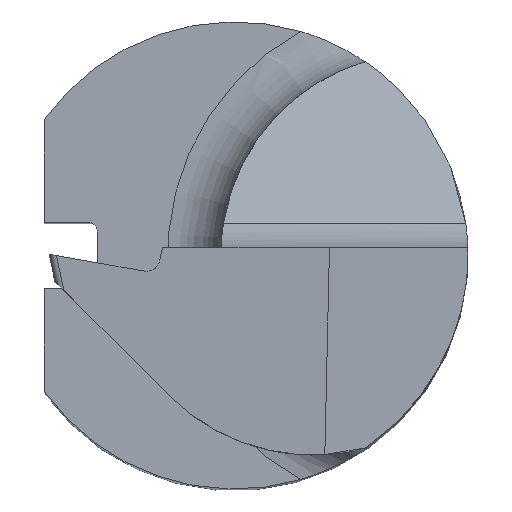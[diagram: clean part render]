
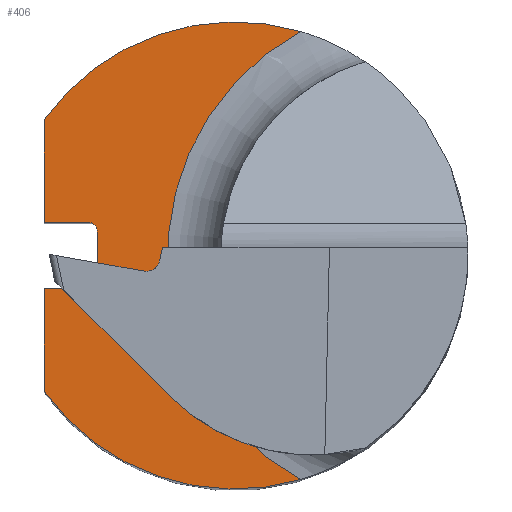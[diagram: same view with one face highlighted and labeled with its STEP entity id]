
A CAD part, top view. The second image highlights one B-rep face of the part: STEP entity #406.
In plain terms, the highlighted planar face has unit normal (0, 0, 1).
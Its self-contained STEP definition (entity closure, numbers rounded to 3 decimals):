
#4 = CARTESIAN_POINT ( 'NONE',  ( -2.052, 0.353, 15. ) ) ;
#10 = CARTESIAN_POINT ( 'NONE',  ( -2.161, 0.495, 15. ) ) ;
#18 = CARTESIAN_POINT ( 'NONE',  ( -64.45, -0.5, 15. ) ) ;
#52 = DIRECTION ( 'NONE',  ( 0., 0., -1. ) ) ;
#58 = AXIS2_PLACEMENT_3D ( 'NONE', #334, #152, #529 ) ;
#64 = CARTESIAN_POINT ( 'NONE',  ( -2.193, -0.5, 15. ) ) ;
#69 = CARTESIAN_POINT ( 'NONE',  ( -2.052, -0.367, 15. ) ) ;
#81 = EDGE_LOOP ( 'NONE', ( #199, #900, #437, #477, #1092, #480, #500, #806, #245, #907 ) ) ;
#91 = CARTESIAN_POINT ( 'NONE',  ( -2.052, 0.35, 15. ) ) ;
#98 = CARTESIAN_POINT ( 'NONE',  ( -2.052, 0.356, 15. ) ) ;
#106 = CARTESIAN_POINT ( 'NONE',  ( -2.13, 0.482, 15. ) ) ;
#130 = DIRECTION ( 'NONE',  ( -1., 0., 0. ) ) ;
#145 = CARTESIAN_POINT ( 'NONE',  ( -2.052, 0.35, 15. ) ) ;
#146 = LINE ( 'NONE', #1112, #545 ) ;
#148 = DIRECTION ( 'NONE',  ( -1., 0., 0. ) ) ;
#149 = CARTESIAN_POINT ( 'NONE',  ( -2.85, -0.5, 15. ) ) ;
#152 = DIRECTION ( 'NONE',  ( 0., 0., 1. ) ) ;
#160 = CARTESIAN_POINT ( 'NONE',  ( -2.069, -0.421, 15. ) ) ;
#174 = B_SPLINE_CURVE_WITH_KNOTS ( 'NONE', 3,
 ( #1135, #64, #505, #1046, #615, #959, #351, #780, #248, #603, #608, #160, #516, #866, #873, #1035, #69, #697, #1121 ),
 .UNSPECIFIED., .F., .F.,
 ( 4, 3, 3, 3, 3, 3, 4 ),
 ( 0.001, 0.001, 0.001, 0.001, 0.001, 0.001, 0.001 ),
 .UNSPECIFIED. ) ;
#192 = CARTESIAN_POINT ( 'NONE',  ( -2.07, 0.424, 15. ) ) ;
#199 = ORIENTED_EDGE ( 'NONE', *, *, #1027, .F. ) ;
#204 = AXIS2_PLACEMENT_3D ( 'NONE', #1019, #52, #130 ) ;
#210 = CARTESIAN_POINT ( 'NONE',  ( -2.85, 2.032, 15. ) ) ;
#244 = PLANE ( 'NONE',  #1109 ) ;
#245 = ORIENTED_EDGE ( 'NONE', *, *, #250, .F. ) ;
#248 = CARTESIAN_POINT ( 'NONE',  ( -2.1, -0.461, 15. ) ) ;
#250 = EDGE_CURVE ( 'NONE', #892, #398, #1117, .T. ) ;
#284 = EDGE_CURVE ( 'NONE', #1100, #835, #485, .T. ) ;
#298 = LINE ( 'NONE', #210, #759 ) ;
#322 = EDGE_CURVE ( 'NONE', #835, #647, #146, .T. ) ;
#331 = CARTESIAN_POINT ( 'NONE',  ( 0.99, 3.357, 15. ) ) ;
#334 = CARTESIAN_POINT ( 'NONE',  ( 2.827, 0., 15. ) ) ;
#351 = CARTESIAN_POINT ( 'NONE',  ( -2.128, -0.481, 15. ) ) ;
#354 = VERTEX_POINT ( 'NONE', #149 ) ;
#367 = CARTESIAN_POINT ( 'NONE',  ( -2.053, 0.376, 15. ) ) ;
#372 = CARTESIAN_POINT ( 'NONE',  ( -2.145, 0.49, 15. ) ) ;
#379 = CARTESIAN_POINT ( 'NONE',  ( -2.202, 0.5, 15. ) ) ;
#387 = VERTEX_POINT ( 'NONE', #1041 ) ;
#395 = DIRECTION ( 'NONE',  ( 0., -1., 0. ) ) ;
#398 = VERTEX_POINT ( 'NONE', #523 ) ;
#406 = ADVANCED_FACE ( 'NONE', ( #792 ), #244, .T. ) ;
#425 = EDGE_CURVE ( 'NONE', #999, #892, #610, .T. ) ;
#437 = ORIENTED_EDGE ( 'NONE', *, *, #284, .F. ) ;
#454 = CARTESIAN_POINT ( 'NONE',  ( -2.079, 0.438, 15. ) ) ;
#477 = ORIENTED_EDGE ( 'NONE', *, *, #1141, .F. ) ;
#480 = ORIENTED_EDGE ( 'NONE', *, *, #988, .F. ) ;
#485 = LINE ( 'NONE', #581, #522 ) ;
#500 = ORIENTED_EDGE ( 'NONE', *, *, #917, .T. ) ;
#505 = CARTESIAN_POINT ( 'NONE',  ( -2.184, -0.499, 15. ) ) ;
#516 = CARTESIAN_POINT ( 'NONE',  ( -2.062, -0.406, 15. ) ) ;
#522 = VECTOR ( 'NONE', #1006, 1000. ) ;
#523 = CARTESIAN_POINT ( 'NONE',  ( -2.85, -2.032, 15. ) ) ;
#529 = DIRECTION ( 'NONE',  ( -1., 0., 0. ) ) ;
#545 = VECTOR ( 'NONE', #1099, 1000. ) ;
#551 = VECTOR ( 'NONE', #148, 1000. ) ;
#556 = CARTESIAN_POINT ( 'NONE',  ( -2.194, 0.5, 15. ) ) ;
#559 = B_SPLINE_CURVE_WITH_KNOTS ( 'NONE', 3,
 ( #91, #4, #98, #727, #367, #890, #808, #192, #454, #1149, #898, #802, #106, #372, #10, #990, #718, #556, #379 ),
 .UNSPECIFIED., .F., .F.,
 ( 4, 3, 3, 3, 3, 3, 4 ),
 ( 0.001, 0.001, 0.001, 0.001, 0.001, 0.001, 0.001 ),
 .UNSPECIFIED. ) ;
#581 = CARTESIAN_POINT ( 'NONE',  ( -64.45, 0.5, 15. ) ) ;
#588 = LINE ( 'NONE', #18, #551 ) ;
#603 = CARTESIAN_POINT ( 'NONE',  ( -2.089, -0.449, 15. ) ) ;
#604 = DIRECTION ( 'NONE',  ( 0., 0., 1. ) ) ;
#608 = CARTESIAN_POINT ( 'NONE',  ( -2.078, -0.436, 15. ) ) ;
#610 = CIRCLE ( 'NONE', #58, 3.827 ) ;
#612 = CARTESIAN_POINT ( 'NONE',  ( 0.325, -0.054, 15. ) ) ;
#615 = CARTESIAN_POINT ( 'NONE',  ( -2.159, -0.495, 15. ) ) ;
#624 = CARTESIAN_POINT ( 'NONE',  ( -2.202, 0.5, 15. ) ) ;
#628 = DIRECTION ( 'NONE',  ( 0., 0., -1. ) ) ;
#642 = CARTESIAN_POINT ( 'NONE',  ( -2.85, 2.032, 15. ) ) ;
#647 = VERTEX_POINT ( 'NONE', #642 ) ;
#663 = VECTOR ( 'NONE', #395, 1000. ) ;
#697 = CARTESIAN_POINT ( 'NONE',  ( -2.052, -0.358, 15. ) ) ;
#699 = DIRECTION ( 'NONE',  ( -1., 0., 0. ) ) ;
#718 = CARTESIAN_POINT ( 'NONE',  ( -2.186, 0.499, 15. ) ) ;
#727 = CARTESIAN_POINT ( 'NONE',  ( -2.052, 0.359, 15. ) ) ;
#734 = VERTEX_POINT ( 'NONE', #145 ) ;
#748 = AXIS2_PLACEMENT_3D ( 'NONE', #968, #628, #973 ) ;
#759 = VECTOR ( 'NONE', #1005, 1000. ) ;
#780 = CARTESIAN_POINT ( 'NONE',  ( -2.113, -0.472, 15. ) ) ;
#792 = FACE_OUTER_BOUND ( 'NONE', #81, .T. ) ;
#802 = CARTESIAN_POINT ( 'NONE',  ( -2.115, 0.474, 15. ) ) ;
#806 = ORIENTED_EDGE ( 'NONE', *, *, #812, .F. ) ;
#808 = CARTESIAN_POINT ( 'NONE',  ( -2.063, 0.408, 15. ) ) ;
#812 = EDGE_CURVE ( 'NONE', #398, #354, #298, .T. ) ;
#814 = EDGE_CURVE ( 'NONE', #734, #1020, #932, .T. ) ;
#835 = VERTEX_POINT ( 'NONE', #1081 ) ;
#866 = CARTESIAN_POINT ( 'NONE',  ( -2.058, -0.396, 15. ) ) ;
#873 = CARTESIAN_POINT ( 'NONE',  ( -2.056, -0.386, 15. ) ) ;
#883 = CIRCLE ( 'NONE', #748, 3.5 ) ;
#890 = CARTESIAN_POINT ( 'NONE',  ( -2.057, 0.393, 15. ) ) ;
#892 = VERTEX_POINT ( 'NONE', #1002 ) ;
#898 = CARTESIAN_POINT ( 'NONE',  ( -2.102, 0.463, 15. ) ) ;
#900 = ORIENTED_EDGE ( 'NONE', *, *, #322, .F. ) ;
#907 = ORIENTED_EDGE ( 'NONE', *, *, #425, .F. ) ;
#917 = EDGE_CURVE ( 'NONE', #387, #354, #588, .T. ) ;
#932 = LINE ( 'NONE', #1098, #663 ) ;
#959 = CARTESIAN_POINT ( 'NONE',  ( -2.143, -0.489, 15. ) ) ;
#968 = CARTESIAN_POINT ( 'NONE',  ( 0., 0., 15. ) ) ;
#973 = DIRECTION ( 'NONE',  ( -1., 0., 0. ) ) ;
#988 = EDGE_CURVE ( 'NONE', #387, #1020, #174, .T. ) ;
#990 = CARTESIAN_POINT ( 'NONE',  ( -2.178, 0.498, 15. ) ) ;
#999 = VERTEX_POINT ( 'NONE', #331 ) ;
#1002 = CARTESIAN_POINT ( 'NONE',  ( 0.99, -3.357, 15. ) ) ;
#1005 = DIRECTION ( 'NONE',  ( 0., 1., 0. ) ) ;
#1006 = DIRECTION ( 'NONE',  ( -1., 0., 0. ) ) ;
#1019 = CARTESIAN_POINT ( 'NONE',  ( 0., 0., 15. ) ) ;
#1020 = VERTEX_POINT ( 'NONE', #1125 ) ;
#1027 = EDGE_CURVE ( 'NONE', #647, #999, #883, .T. ) ;
#1035 = CARTESIAN_POINT ( 'NONE',  ( -2.054, -0.375, 15. ) ) ;
#1041 = CARTESIAN_POINT ( 'NONE',  ( -2.202, -0.5, 15. ) ) ;
#1046 = CARTESIAN_POINT ( 'NONE',  ( -2.175, -0.498, 15. ) ) ;
#1081 = CARTESIAN_POINT ( 'NONE',  ( -2.85, 0.5, 15. ) ) ;
#1092 = ORIENTED_EDGE ( 'NONE', *, *, #814, .T. ) ;
#1098 = CARTESIAN_POINT ( 'NONE',  ( -2.052, 0.5, 15. ) ) ;
#1099 = DIRECTION ( 'NONE',  ( 0., 1., 0. ) ) ;
#1100 = VERTEX_POINT ( 'NONE', #624 ) ;
#1109 = AXIS2_PLACEMENT_3D ( 'NONE', #612, #604, #699 ) ;
#1112 = CARTESIAN_POINT ( 'NONE',  ( -2.85, 2.032, 15. ) ) ;
#1117 = CIRCLE ( 'NONE', #204, 3.5 ) ;
#1121 = CARTESIAN_POINT ( 'NONE',  ( -2.052, -0.35, 15. ) ) ;
#1125 = CARTESIAN_POINT ( 'NONE',  ( -2.052, -0.35, 15. ) ) ;
#1135 = CARTESIAN_POINT ( 'NONE',  ( -2.202, -0.5, 15. ) ) ;
#1141 = EDGE_CURVE ( 'NONE', #734, #1100, #559, .T. ) ;
#1149 = CARTESIAN_POINT ( 'NONE',  ( -2.09, 0.451, 15. ) ) ;
